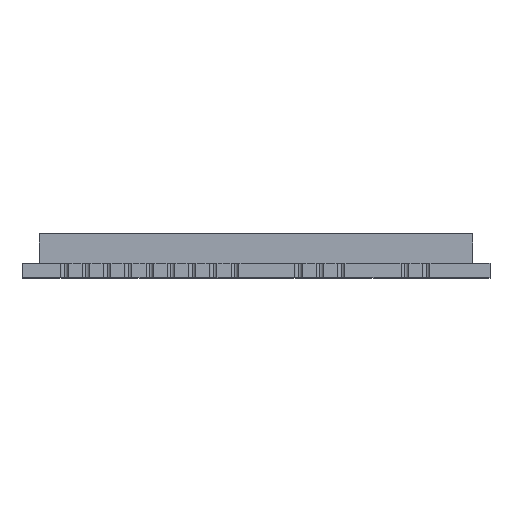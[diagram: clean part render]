
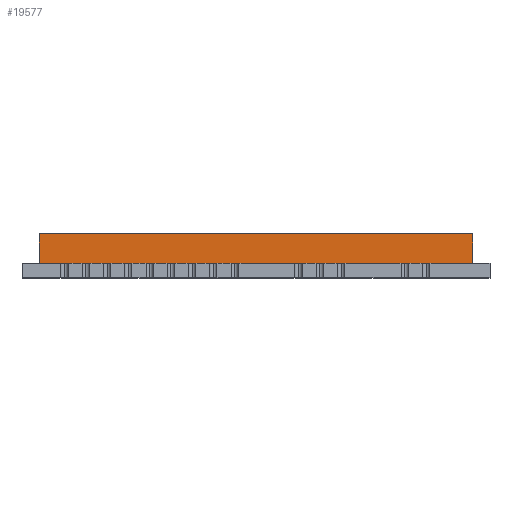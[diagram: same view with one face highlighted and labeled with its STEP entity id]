
A CAD part, top view. The second image highlights one B-rep face of the part: STEP entity #19577.
In plain terms, the highlighted planar face has unit normal (0, 0, 1).
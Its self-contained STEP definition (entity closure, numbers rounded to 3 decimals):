
#690 = CARTESIAN_POINT ( 'NONE',  ( 15.3, 1., 15.3 ) ) ;
#691 = DIRECTION ( 'NONE',  ( 0., 0., -1. ) ) ;
#1026 = CARTESIAN_POINT ( 'NONE',  ( -15.3, 3.05, 15.3 ) ) ;
#1169 = CARTESIAN_POINT ( 'NONE',  ( 0., 1., 15.3 ) ) ;
#2930 = VECTOR ( 'NONE', #13717, 1000. ) ;
#3119 = ORIENTED_EDGE ( 'NONE', *, *, #22795, .F. ) ;
#3131 = ORIENTED_EDGE ( 'NONE', *, *, #8985, .T. ) ;
#3567 = CARTESIAN_POINT ( 'NONE',  ( -15.3, 1., 15.3 ) ) ;
#3665 = VERTEX_POINT ( 'NONE', #6209 ) ;
#4614 = VERTEX_POINT ( 'NONE', #690 ) ;
#4739 = DIRECTION ( 'NONE',  ( 0., -1., 0. ) ) ;
#6038 = PLANE ( 'NONE',  #11428 ) ;
#6209 = CARTESIAN_POINT ( 'NONE',  ( -15.3, 3.05, 15.3 ) ) ;
#6745 = VERTEX_POINT ( 'NONE', #3567 ) ;
#6989 = ORIENTED_EDGE ( 'NONE', *, *, #11314, .F. ) ;
#7554 = ORIENTED_EDGE ( 'NONE', *, *, #20870, .T. ) ;
#7768 = CARTESIAN_POINT ( 'NONE',  ( 15.3, 3.05, 15.3 ) ) ;
#8355 = DIRECTION ( 'NONE',  ( 1., 0., 0. ) ) ;
#8985 = EDGE_CURVE ( 'NONE', #6745, #4614, #12442, .T. ) ;
#10123 = VECTOR ( 'NONE', #8355, 1000. ) ;
#11314 = EDGE_CURVE ( 'NONE', #3665, #19147, #19659, .T. ) ;
#11428 = AXIS2_PLACEMENT_3D ( 'NONE', #14885, #691, #13230 ) ;
#12442 = LINE ( 'NONE', #1169, #2930 ) ;
#13230 = DIRECTION ( 'NONE',  ( -1., 0., 0. ) ) ;
#13717 = DIRECTION ( 'NONE',  ( 1., 0., 0. ) ) ;
#14524 = EDGE_LOOP ( 'NONE', ( #7554, #3131, #3119, #6989 ) ) ;
#14704 = LINE ( 'NONE', #1026, #18925 ) ;
#14885 = CARTESIAN_POINT ( 'NONE',  ( 0., 3.05, 15.3 ) ) ;
#16210 = LINE ( 'NONE', #22127, #20406 ) ;
#18196 = DIRECTION ( 'NONE',  ( 0., -1., 0. ) ) ;
#18925 = VECTOR ( 'NONE', #4739, 1000. ) ;
#19147 = VERTEX_POINT ( 'NONE', #7768 ) ;
#19577 = ADVANCED_FACE ( 'NONE', ( #21301 ), #6038, .F. ) ;
#19659 = LINE ( 'NONE', #22696, #10123 ) ;
#20406 = VECTOR ( 'NONE', #18196, 1000. ) ;
#20870 = EDGE_CURVE ( 'NONE', #3665, #6745, #14704, .T. ) ;
#21301 = FACE_OUTER_BOUND ( 'NONE', #14524, .T. ) ;
#22127 = CARTESIAN_POINT ( 'NONE',  ( 15.3, 3.05, 15.3 ) ) ;
#22696 = CARTESIAN_POINT ( 'NONE',  ( 0., 3.05, 15.3 ) ) ;
#22795 = EDGE_CURVE ( 'NONE', #19147, #4614, #16210, .T. ) ;
